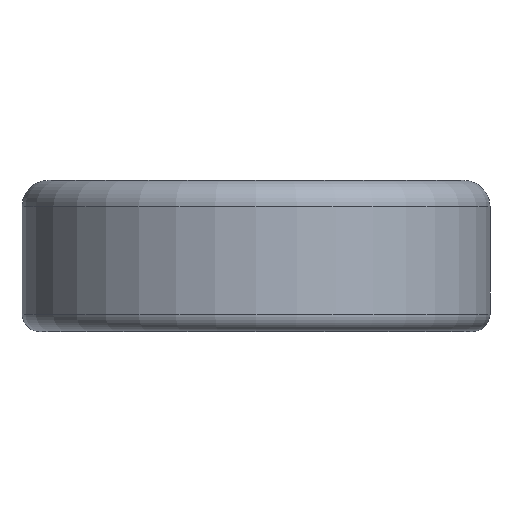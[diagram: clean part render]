
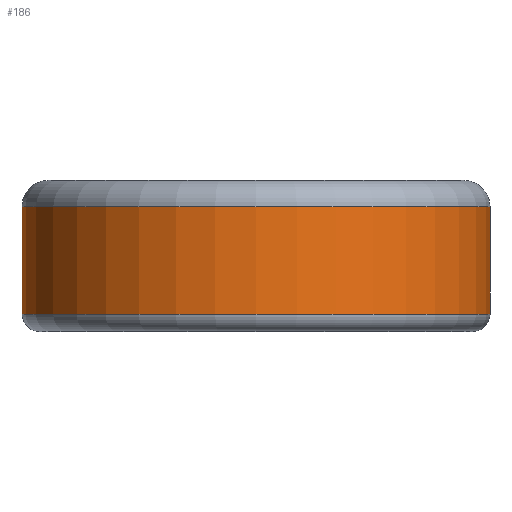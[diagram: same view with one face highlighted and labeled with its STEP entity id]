
A CAD part, front view. The second image highlights one B-rep face of the part: STEP entity #186.
In plain terms, the highlighted cylindrical face has radius 26.825 mm (diameter 53.65 mm), a partial arc.
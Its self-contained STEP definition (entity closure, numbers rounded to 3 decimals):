
#63 = VECTOR ( 'NONE', #2518, 1000. ) ;
#72 = CARTESIAN_POINT ( 'NONE',  ( -26.825, 0., 17.32 ) ) ;
#85 = CYLINDRICAL_SURFACE ( 'NONE', #1712, 26.825 ) ;
#111 = VECTOR ( 'NONE', #896, 1000. ) ;
#186 = ADVANCED_FACE ( 'NONE', ( #895 ), #85, .T. ) ;
#306 = EDGE_CURVE ( 'NONE', #2154, #379, #1688, .T. ) ;
#379 = VERTEX_POINT ( 'NONE', #483 ) ;
#483 = CARTESIAN_POINT ( 'NONE',  ( 26.825, 0., 2. ) ) ;
#516 = CARTESIAN_POINT ( 'NONE',  ( 0., 0., 17.32 ) ) ;
#683 = EDGE_CURVE ( 'NONE', #787, #2585, #1754, .T. ) ;
#753 = CARTESIAN_POINT ( 'NONE',  ( -26.825, 0., 2. ) ) ;
#787 = VERTEX_POINT ( 'NONE', #2429 ) ;
#797 = CARTESIAN_POINT ( 'NONE',  ( 26.825, 0., 17.32 ) ) ;
#842 = EDGE_LOOP ( 'NONE', ( #2223, #1299, #1146, #2072 ) ) ;
#886 = CIRCLE ( 'NONE', #2417, 26.825 ) ;
#895 = FACE_OUTER_BOUND ( 'NONE', #842, .T. ) ;
#896 = DIRECTION ( 'NONE',  ( 0., 0., -1. ) ) ;
#1063 = AXIS2_PLACEMENT_3D ( 'NONE', #1925, #2516, #2316 ) ;
#1100 = EDGE_CURVE ( 'NONE', #2585, #379, #886, .T. ) ;
#1146 = ORIENTED_EDGE ( 'NONE', *, *, #683, .T. ) ;
#1194 = CIRCLE ( 'NONE', #1063, 26.825 ) ;
#1221 = DIRECTION ( 'NONE',  ( 0., 0., 1. ) ) ;
#1299 = ORIENTED_EDGE ( 'NONE', *, *, #1314, .T. ) ;
#1314 = EDGE_CURVE ( 'NONE', #2154, #787, #1194, .T. ) ;
#1610 = CARTESIAN_POINT ( 'NONE',  ( 26.825, 0., 14.32 ) ) ;
#1688 = LINE ( 'NONE', #797, #63 ) ;
#1712 = AXIS2_PLACEMENT_3D ( 'NONE', #516, #1727, #2596 ) ;
#1727 = DIRECTION ( 'NONE',  ( 0., 0., -1. ) ) ;
#1754 = LINE ( 'NONE', #72, #111 ) ;
#1925 = CARTESIAN_POINT ( 'NONE',  ( 0., 0., 14.32 ) ) ;
#2072 = ORIENTED_EDGE ( 'NONE', *, *, #1100, .T. ) ;
#2141 = CARTESIAN_POINT ( 'NONE',  ( 0., 0., 2. ) ) ;
#2154 = VERTEX_POINT ( 'NONE', #1610 ) ;
#2223 = ORIENTED_EDGE ( 'NONE', *, *, #306, .F. ) ;
#2316 = DIRECTION ( 'NONE',  ( -1., 0., 0. ) ) ;
#2417 = AXIS2_PLACEMENT_3D ( 'NONE', #2141, #1221, #2421 ) ;
#2421 = DIRECTION ( 'NONE',  ( -1., 0., 0. ) ) ;
#2429 = CARTESIAN_POINT ( 'NONE',  ( -26.825, 0., 14.32 ) ) ;
#2516 = DIRECTION ( 'NONE',  ( 0., 0., -1. ) ) ;
#2518 = DIRECTION ( 'NONE',  ( 0., 0., -1. ) ) ;
#2585 = VERTEX_POINT ( 'NONE', #753 ) ;
#2596 = DIRECTION ( 'NONE',  ( -1., 0., 0. ) ) ;
